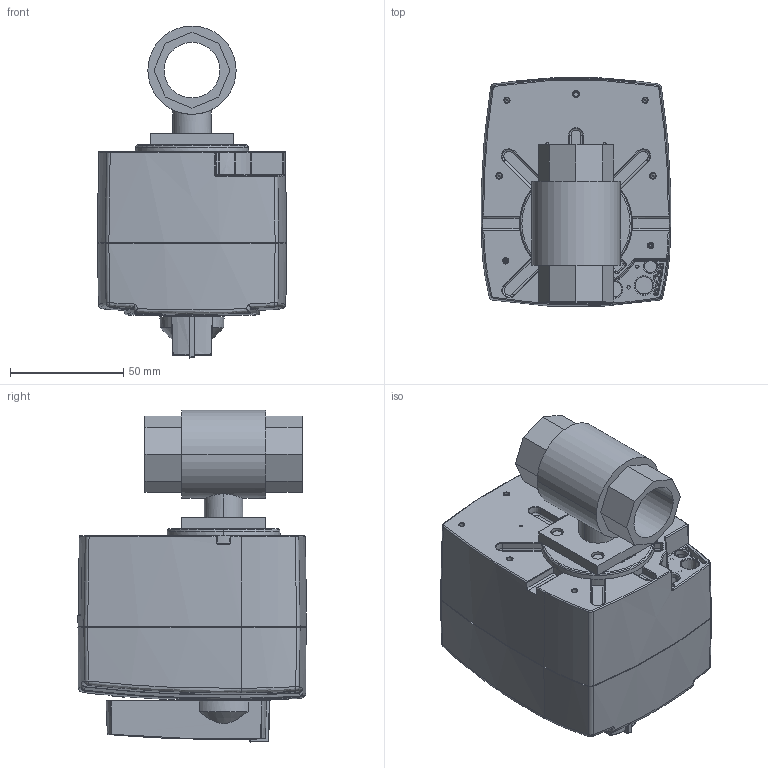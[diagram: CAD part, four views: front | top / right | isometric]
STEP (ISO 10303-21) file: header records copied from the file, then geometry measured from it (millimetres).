
FILE_DESCRIPTION((''),'2;1');
FILE_NAME('ALL_ASM','2015-04-17T',('u317927'),('Danfoss'),'PRO/ENGINEER BY PARAMETRIC TECHNOLOGY CORPORATION, 2014000','PRO/ENGINEER BY PARAMETRIC TECHNOLOGY CORPORATION, 2014000','');
FILE_SCHEMA(('CONFIG_CONTROL_DESIGN'));
Length unit declared in the file: millimetre
Products named in the file (11): PRT0001_1; PRT0004_1; PRT0005_1; PRT0006_1; PRT0007_1; PRT0009_1; PRT0010_1; PRT0018_1; ASM0002_ASM_1_ASM; ASM0001_ASM_1_ASM; ALL_ASM
Assembly tree (10 placements, depth 4):
  ALL_ASM
    ASM0001_ASM_1_ASM
      ASM0002_ASM_1_ASM
        PRT0001_1
        PRT0004_1
        PRT0005_1
        PRT0006_1
        PRT0007_1
        PRT0009_1
        PRT0010_1
        PRT0018_1
Bounding box: 83.69 x 100.81 x 146.63 mm (x, y, z)
Volume: 120705.3 mm3; surface area: 131402.4 mm2
Topology: 7 solids, 9 shells, 3290 faces, 9333 edges, 5911 vertices
Faces by surface type: cylinder 738, plane 646, torus 629, bspline 569, cone 510, sphere 132, extrusion 66
Entity records: 160261 total; most frequent: CARTESIAN_POINT 80682, ORIENTED_EDGE 18190, DIRECTION 15065, EDGE_CURVE 9099, AXIS2_PLACEMENT_3D 6504, VERTEX_POINT 5910, CIRCLE 3819, EDGE_LOOP 3420
